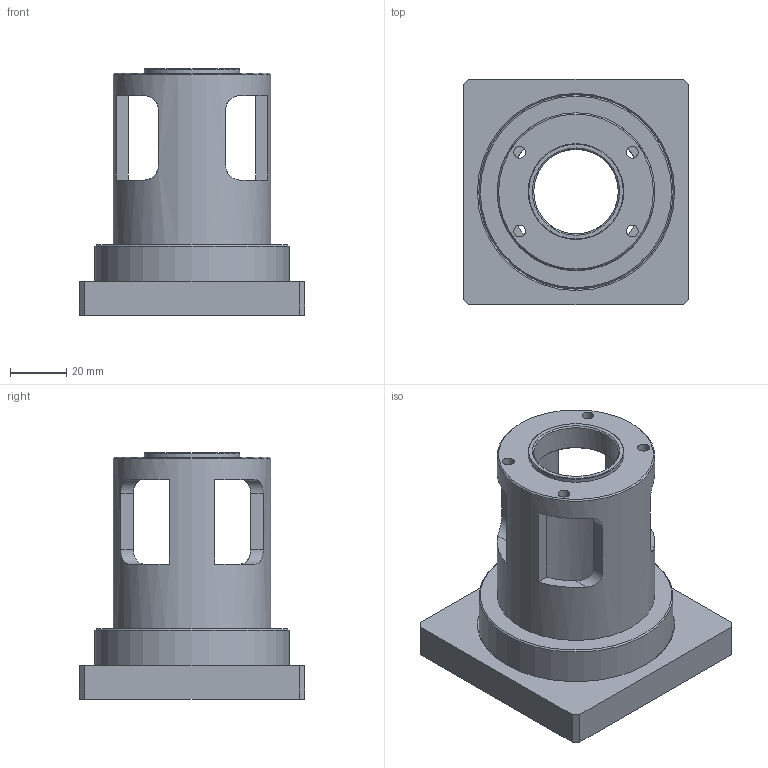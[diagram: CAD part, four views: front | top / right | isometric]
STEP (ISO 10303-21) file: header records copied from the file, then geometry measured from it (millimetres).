
FILE_DESCRIPTION(/* description */ (''),/* implementation_level */ '2;1');
FILE_NAME(/* name */ 'VK MTJ40 80 X 80 GESM1924.stp',/* time_stamp */ '2015-08-17T14:45:22+01:00',/* author */ ('Hypex'),/* organization */ ('Hypex'),/* preprocessor_version */ 'ST-DEVELOPER v15.2',/* originating_system */ 'Autodesk Inventor 2014',/* authorisation */ '');
FILE_SCHEMA (('AUTOMOTIVE_DESIGN { 1 0 10303 214 3 1 1 }'));
Length unit declared in the file: millimetre
Products named in the file (1): VK MTJ40 80 X 80 GESM1924
Bounding box: 80 x 80 x 87.5 mm (x, y, z)
Volume: 118271.2 mm3; surface area: 39840.9 mm2
Topology: 1 solids, 6 shells, 67 faces, 174 edges, 114 vertices
Faces by surface type: plane 31, cylinder 23, cone 13
Full cylindrical faces by diameter (mm): 4.134 x4, 4.2 x4, 30 x1, 34 x1, 48 x2, 56 x1, 69 x2
Entity records: 2033 total; most frequent: CARTESIAN_POINT 446, DIRECTION 306, ORIENTED_EDGE 266, EDGE_CURVE 133, AXIS2_PLACEMENT_3D 121, EDGE_LOOP 110, VERTEX_POINT 101, STYLED_ITEM 68
